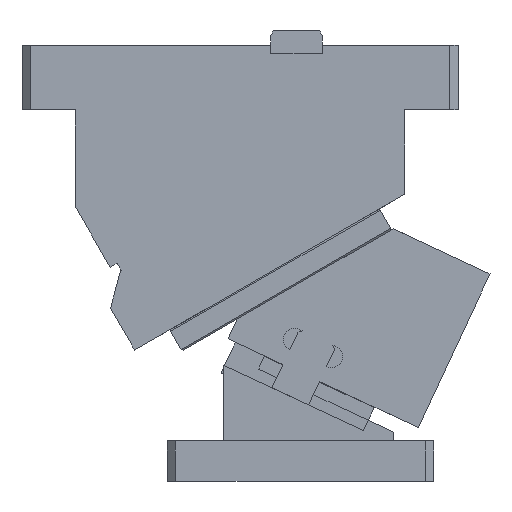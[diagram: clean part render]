
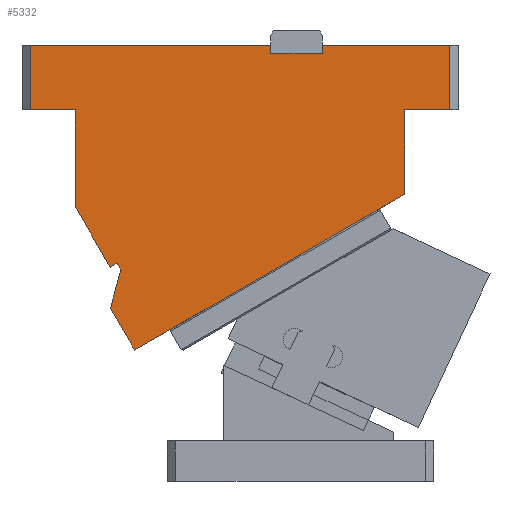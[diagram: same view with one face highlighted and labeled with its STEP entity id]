
A CAD part, front view. The second image highlights one B-rep face of the part: STEP entity #5332.
In plain terms, the highlighted planar face has unit normal (0, -1, 0).
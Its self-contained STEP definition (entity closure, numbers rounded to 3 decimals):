
#4982=CARTESIAN_POINT('Vertex',(-57.,0.,230.)) ;
#4985=CARTESIAN_POINT('Line Origine',(-71.,0.,230.)) ;
#4989=CARTESIAN_POINT('Vertex',(-85.,0.,230.)) ;
#5171=CARTESIAN_POINT('Line Origine',(-85.,0.,250.)) ;
#5175=CARTESIAN_POINT('Vertex',(-85.,0.,270.)) ;
#5197=CARTESIAN_POINT('Axis2P3D Location',(-26.062,0.,113.519)) ;
#5202=CARTESIAN_POINT('Line Origine',(135.5,0.,270.)) ;
#5206=CARTESIAN_POINT('Vertex',(96.,0.,270.)) ;
#5208=CARTESIAN_POINT('Vertex',(175.,0.,270.)) ;
#5211=CARTESIAN_POINT('Line Origine',(96.,0.,267.5)) ;
#5215=CARTESIAN_POINT('Vertex',(96.,0.,265.)) ;
#5218=CARTESIAN_POINT('Line Origine',(80.,0.,265.)) ;
#5222=CARTESIAN_POINT('Vertex',(64.,0.,265.)) ;
#5225=CARTESIAN_POINT('Line Origine',(64.,0.,267.5)) ;
#5229=CARTESIAN_POINT('Vertex',(64.,0.,270.)) ;
#5232=CARTESIAN_POINT('Line Origine',(-10.5,0.,270.)) ;
#5237=CARTESIAN_POINT('Line Origine',(-57.,0.,199.995)) ;
#5241=CARTESIAN_POINT('Vertex',(-57.,0.,169.99)) ;
#5244=CARTESIAN_POINT('Line Origine',(-46.182,0.,151.252)) ;
#5248=CARTESIAN_POINT('Vertex',(-35.363,0.,132.514)) ;
#5251=CARTESIAN_POINT('Line Origine',(-33.198,0.,133.764)) ;
#5255=CARTESIAN_POINT('Vertex',(-31.033,0.,135.014)) ;
#5258=CARTESIAN_POINT('Line Origine',(-29.783,0.,132.849)) ;
#5262=CARTESIAN_POINT('Vertex',(-28.533,0.,130.684)) ;
#5265=CARTESIAN_POINT('Line Origine',(-28.75,0.,130.559)) ;
#5269=CARTESIAN_POINT('Vertex',(-28.966,0.,130.434)) ;
#5272=CARTESIAN_POINT('Line Origine',(-32.078,0.,118.823)) ;
#5276=CARTESIAN_POINT('Vertex',(-35.189,0.,107.212)) ;
#5279=CARTESIAN_POINT('Line Origine',(-27.689,0.,94.221)) ;
#5283=CARTESIAN_POINT('Vertex',(-20.189,0.,81.231)) ;
#5286=CARTESIAN_POINT('Line Origine',(63.406,0.,129.494)) ;
#5290=CARTESIAN_POINT('Vertex',(147.,0.,177.757)) ;
#5293=CARTESIAN_POINT('Line Origine',(147.,0.,203.879)) ;
#5297=CARTESIAN_POINT('Vertex',(147.,0.,230.)) ;
#5300=CARTESIAN_POINT('Line Origine',(161.,0.,230.)) ;
#5304=CARTESIAN_POINT('Vertex',(175.,0.,230.)) ;
#5307=CARTESIAN_POINT('Line Origine',(175.,0.,250.)) ;
#4986=DIRECTION('Vector Direction',(1.,0.,0.)) ;
#5172=DIRECTION('Vector Direction',(0.,0.,-1.)) ;
#5198=DIRECTION('Axis2P3D Direction',(0.,-1.,0.)) ;
#5199=DIRECTION('Axis2P3D XDirection',(0.94,0.,-0.342)) ;
#5203=DIRECTION('Vector Direction',(1.,0.,0.)) ;
#5212=DIRECTION('Vector Direction',(0.,0.,-1.)) ;
#5219=DIRECTION('Vector Direction',(1.,0.,0.)) ;
#5226=DIRECTION('Vector Direction',(0.,0.,-1.)) ;
#5233=DIRECTION('Vector Direction',(1.,0.,0.)) ;
#5238=DIRECTION('Vector Direction',(0.,0.,-1.)) ;
#5245=DIRECTION('Vector Direction',(0.5,0.,-0.866)) ;
#5252=DIRECTION('Vector Direction',(0.866,0.,0.5)) ;
#5259=DIRECTION('Vector Direction',(0.5,0.,-0.866)) ;
#5266=DIRECTION('Vector Direction',(-0.866,0.,-0.5)) ;
#5273=DIRECTION('Vector Direction',(-0.259,0.,-0.966)) ;
#5280=DIRECTION('Vector Direction',(0.5,0.,-0.866)) ;
#5287=DIRECTION('Vector Direction',(0.866,0.,0.5)) ;
#5294=DIRECTION('Vector Direction',(0.,0.,1.)) ;
#5301=DIRECTION('Vector Direction',(1.,0.,0.)) ;
#5308=DIRECTION('Vector Direction',(0.,0.,1.)) ;
#5200=AXIS2_PLACEMENT_3D('Plane Axis2P3D',#5197,#5198,#5199) ;
#5313=ORIENTED_EDGE('',*,*,#5210,.F.) ;
#5314=ORIENTED_EDGE('',*,*,#5217,.T.) ;
#5315=ORIENTED_EDGE('',*,*,#5224,.F.) ;
#5316=ORIENTED_EDGE('',*,*,#5231,.F.) ;
#5317=ORIENTED_EDGE('',*,*,#5236,.F.) ;
#5318=ORIENTED_EDGE('',*,*,#5177,.T.) ;
#5319=ORIENTED_EDGE('',*,*,#4991,.F.) ;
#5320=ORIENTED_EDGE('',*,*,#5243,.T.) ;
#5321=ORIENTED_EDGE('',*,*,#5250,.T.) ;
#5322=ORIENTED_EDGE('',*,*,#5257,.T.) ;
#5323=ORIENTED_EDGE('',*,*,#5264,.T.) ;
#5324=ORIENTED_EDGE('',*,*,#5271,.T.) ;
#5325=ORIENTED_EDGE('',*,*,#5278,.F.) ;
#5326=ORIENTED_EDGE('',*,*,#5285,.T.) ;
#5327=ORIENTED_EDGE('',*,*,#5292,.T.) ;
#5328=ORIENTED_EDGE('',*,*,#5299,.T.) ;
#5329=ORIENTED_EDGE('',*,*,#5306,.T.) ;
#5330=ORIENTED_EDGE('',*,*,#5311,.T.) ;
#4987=VECTOR('Line Direction',#4986,1.) ;
#5173=VECTOR('Line Direction',#5172,1.) ;
#5204=VECTOR('Line Direction',#5203,1.) ;
#5213=VECTOR('Line Direction',#5212,1.) ;
#5220=VECTOR('Line Direction',#5219,1.) ;
#5227=VECTOR('Line Direction',#5226,1.) ;
#5234=VECTOR('Line Direction',#5233,1.) ;
#5239=VECTOR('Line Direction',#5238,1.) ;
#5246=VECTOR('Line Direction',#5245,1.) ;
#5253=VECTOR('Line Direction',#5252,1.) ;
#5260=VECTOR('Line Direction',#5259,1.) ;
#5267=VECTOR('Line Direction',#5266,1.) ;
#5274=VECTOR('Line Direction',#5273,1.) ;
#5281=VECTOR('Line Direction',#5280,1.) ;
#5288=VECTOR('Line Direction',#5287,1.) ;
#5295=VECTOR('Line Direction',#5294,1.) ;
#5302=VECTOR('Line Direction',#5301,1.) ;
#5309=VECTOR('Line Direction',#5308,1.) ;
#5332=ADVANCED_FACE('CAM HOLDER',(#5331),#5201,.T.) ;
#4991=EDGE_CURVE('',#4983,#4990,#4988,.F.) ;
#5177=EDGE_CURVE('',#5176,#4990,#5174,.T.) ;
#5210=EDGE_CURVE('',#5207,#5209,#5205,.T.) ;
#5217=EDGE_CURVE('',#5207,#5216,#5214,.T.) ;
#5224=EDGE_CURVE('',#5223,#5216,#5221,.T.) ;
#5231=EDGE_CURVE('',#5230,#5223,#5228,.T.) ;
#5236=EDGE_CURVE('',#5176,#5230,#5235,.T.) ;
#5243=EDGE_CURVE('',#4983,#5242,#5240,.T.) ;
#5250=EDGE_CURVE('',#5242,#5249,#5247,.T.) ;
#5257=EDGE_CURVE('',#5249,#5256,#5254,.T.) ;
#5264=EDGE_CURVE('',#5256,#5263,#5261,.T.) ;
#5271=EDGE_CURVE('',#5263,#5270,#5268,.T.) ;
#5278=EDGE_CURVE('',#5277,#5270,#5275,.F.) ;
#5285=EDGE_CURVE('',#5277,#5284,#5282,.T.) ;
#5292=EDGE_CURVE('',#5284,#5291,#5289,.T.) ;
#5299=EDGE_CURVE('',#5291,#5298,#5296,.T.) ;
#5306=EDGE_CURVE('',#5298,#5305,#5303,.T.) ;
#5311=EDGE_CURVE('',#5305,#5209,#5310,.T.) ;
#5312=EDGE_LOOP('',(#5313,#5314,#5315,#5316,#5317,#5318,#5319,#5320,#5321,#5322,#5323,#5324,#5325,#5326,#5327,#5328,#5329,#5330)) ;
#5331=FACE_OUTER_BOUND('',#5312,.T.) ;
#4988=LINE('Line',#4985,#4987) ;
#5174=LINE('Line',#5171,#5173) ;
#5205=LINE('Line',#5202,#5204) ;
#5214=LINE('Line',#5211,#5213) ;
#5221=LINE('Line',#5218,#5220) ;
#5228=LINE('Line',#5225,#5227) ;
#5235=LINE('Line',#5232,#5234) ;
#5240=LINE('Line',#5237,#5239) ;
#5247=LINE('Line',#5244,#5246) ;
#5254=LINE('Line',#5251,#5253) ;
#5261=LINE('Line',#5258,#5260) ;
#5268=LINE('Line',#5265,#5267) ;
#5275=LINE('Line',#5272,#5274) ;
#5282=LINE('Line',#5279,#5281) ;
#5289=LINE('Line',#5286,#5288) ;
#5296=LINE('Line',#5293,#5295) ;
#5303=LINE('Line',#5300,#5302) ;
#5310=LINE('Line',#5307,#5309) ;
#5201=PLANE('Plane',#5200) ;
#4983=VERTEX_POINT('',#4982) ;
#4990=VERTEX_POINT('',#4989) ;
#5176=VERTEX_POINT('',#5175) ;
#5207=VERTEX_POINT('',#5206) ;
#5209=VERTEX_POINT('',#5208) ;
#5216=VERTEX_POINT('',#5215) ;
#5223=VERTEX_POINT('',#5222) ;
#5230=VERTEX_POINT('',#5229) ;
#5242=VERTEX_POINT('',#5241) ;
#5249=VERTEX_POINT('',#5248) ;
#5256=VERTEX_POINT('',#5255) ;
#5263=VERTEX_POINT('',#5262) ;
#5270=VERTEX_POINT('',#5269) ;
#5277=VERTEX_POINT('',#5276) ;
#5284=VERTEX_POINT('',#5283) ;
#5291=VERTEX_POINT('',#5290) ;
#5298=VERTEX_POINT('',#5297) ;
#5305=VERTEX_POINT('',#5304) ;
